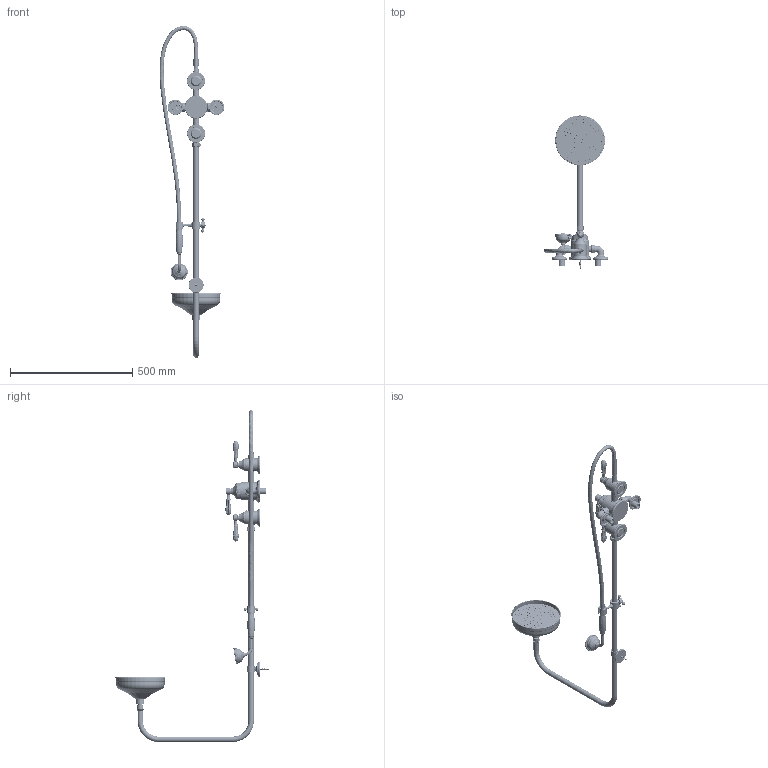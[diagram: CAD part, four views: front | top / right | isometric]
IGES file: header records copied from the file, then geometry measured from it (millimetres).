
Global section: file name: No Iges File Name specified; native system: Autodesk Inventor 2010; preprocessor: AutoDesk Inventor Iges Exporter R2010; author: adaniels; date: 20100528.134540; units: millimetre
Bounding box: 265.73 x 627.49 x 1360.51 mm (x, y, z)
Volume: 2899459.2 mm3; surface area: 873139.9 mm2
Topology: 151 solids, 151 shells, 7363 faces, 18828 edges, 12047 vertices
Faces by surface type: plane 2748, revolution 1555, bspline 1026, cylinder 996, cone 575, torus 390, sphere 73
